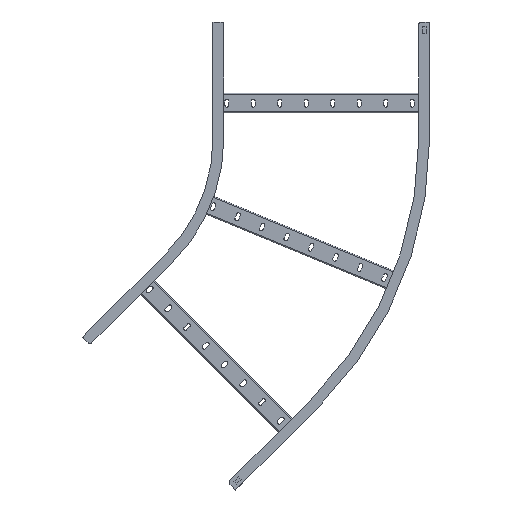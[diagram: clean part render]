
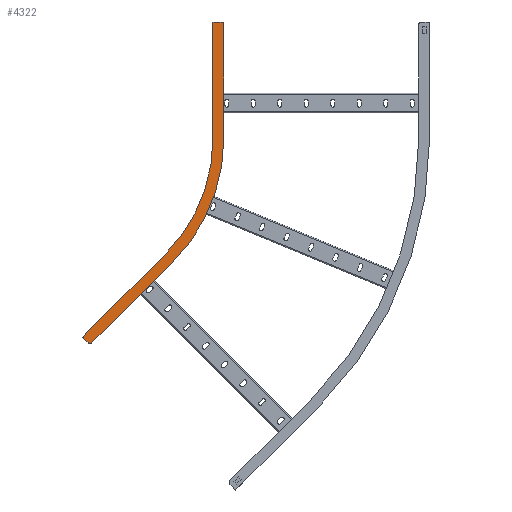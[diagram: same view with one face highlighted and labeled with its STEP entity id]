
A CAD part, front view. The second image highlights one B-rep face of the part: STEP entity #4322.
In plain terms, the highlighted planar face has unit normal (0, -1, 0).
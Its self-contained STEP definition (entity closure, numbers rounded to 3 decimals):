
#33 = VECTOR ( 'NONE', #7028, 1000. ) ;
#45 = EDGE_CURVE ( 'NONE', #5299, #1761, #7598, .T. ) ;
#72 = CARTESIAN_POINT ( 'NONE',  ( 72.832, 0., -372.645 ) ) ;
#222 = ORIENTED_EDGE ( 'NONE', *, *, #4923, .T. ) ;
#257 = EDGE_CURVE ( 'NONE', #1684, #2220, #6476, .T. ) ;
#259 = CARTESIAN_POINT ( 'NONE',  ( 69.296, 0., -376.181 ) ) ;
#273 = DIRECTION ( 'NONE',  ( 1., 0., 0. ) ) ;
#279 = DIRECTION ( 'NONE',  ( 0.707, 0., 0.707 ) ) ;
#298 = CARTESIAN_POINT ( 'NONE',  ( 315., 0., 212. ) ) ;
#328 = CARTESIAN_POINT ( 'NONE',  ( 480.632, 0., 56.368 ) ) ;
#345 = DIRECTION ( 'NONE',  ( 1., 0., 0. ) ) ;
#441 = VERTEX_POINT ( 'NONE', #4976 ) ;
#451 = ORIENTED_EDGE ( 'NONE', *, *, #1417, .T. ) ;
#548 = EDGE_CURVE ( 'NONE', #2220, #4827, #4526, .T. ) ;
#652 = LINE ( 'NONE', #5254, #33 ) ;
#721 = CARTESIAN_POINT ( 'NONE',  ( 76.368, 0., -376.181 ) ) ;
#773 = AXIS2_PLACEMENT_3D ( 'NONE', #5703, #1582, #345 ) ;
#793 = VERTEX_POINT ( 'NONE', #4483 ) ;
#962 = DIRECTION ( 'NONE',  ( 0., -1., 0. ) ) ;
#968 = EDGE_CURVE ( 'NONE', #793, #3143, #1483, .T. ) ;
#1019 = AXIS2_PLACEMENT_3D ( 'NONE', #298, #962, #273 ) ;
#1068 = DIRECTION ( 'NONE',  ( 0., -1., 0. ) ) ;
#1095 = PLANE ( 'NONE',  #1596 ) ;
#1245 = ORIENTED_EDGE ( 'NONE', *, *, #257, .F. ) ;
#1280 = DIRECTION ( 'NONE',  ( 0., -1., 0. ) ) ;
#1417 = EDGE_CURVE ( 'NONE', #6904, #793, #7131, .T. ) ;
#1483 = LINE ( 'NONE', #5823, #4994 ) ;
#1554 = DIRECTION ( 'NONE',  ( -1., 0., 0. ) ) ;
#1582 = DIRECTION ( 'NONE',  ( 0., -1., 0. ) ) ;
#1596 = AXIS2_PLACEMENT_3D ( 'NONE', #5239, #1068, #6938 ) ;
#1684 = VERTEX_POINT ( 'NONE', #3680 ) ;
#1705 = LINE ( 'NONE', #328, #2985 ) ;
#1719 = AXIS2_PLACEMENT_3D ( 'NONE', #6637, #2440, #4212 ) ;
#1761 = VERTEX_POINT ( 'NONE', #721 ) ;
#1963 = DIRECTION ( 'NONE',  ( -0.707, 0., 0.707 ) ) ;
#2220 = VERTEX_POINT ( 'NONE', #3004 ) ;
#2440 = DIRECTION ( 'NONE',  ( 0., 1., 0. ) ) ;
#2597 = CIRCLE ( 'NONE', #1019, 5. ) ;
#2842 = EDGE_LOOP ( 'NONE', ( #3974, #4418, #5307, #7208, #1245, #3464, #222, #451, #5439, #6638, #5583, #7105 ) ) ;
#2860 = VECTOR ( 'NONE', #3675, 1000. ) ;
#2901 = CARTESIAN_POINT ( 'NONE',  ( 212.132, 0., -212.132 ) ) ;
#2985 = VECTOR ( 'NONE', #279, 1000. ) ;
#3003 = EDGE_CURVE ( 'NONE', #441, #3245, #5228, .T. ) ;
#3004 = CARTESIAN_POINT ( 'NONE',  ( 320., 0., 0. ) ) ;
#3143 = VERTEX_POINT ( 'NONE', #4447 ) ;
#3245 = VERTEX_POINT ( 'NONE', #5805 ) ;
#3464 = ORIENTED_EDGE ( 'NONE', *, *, #5876, .T. ) ;
#3515 = EDGE_CURVE ( 'NONE', #4827, #1761, #6746, .T. ) ;
#3619 = VECTOR ( 'NONE', #1963, 1000. ) ;
#3647 = EDGE_CURVE ( 'NONE', #3245, #4975, #1705, .T. ) ;
#3675 = DIRECTION ( 'NONE',  ( 0., 0., -1. ) ) ;
#3680 = CARTESIAN_POINT ( 'NONE',  ( 320., 0., 212. ) ) ;
#3974 = ORIENTED_EDGE ( 'NONE', *, *, #4542, .F. ) ;
#4173 = EDGE_CURVE ( 'NONE', #4975, #3143, #5663, .T. ) ;
#4212 = DIRECTION ( 'NONE',  ( 1., 0., 0. ) ) ;
#4289 = VECTOR ( 'NONE', #4965, 1000. ) ;
#4322 = ADVANCED_FACE ( 'NONE', ( #7520 ), #1095, .T. ) ;
#4418 = ORIENTED_EDGE ( 'NONE', *, *, #45, .T. ) ;
#4434 = CARTESIAN_POINT ( 'NONE',  ( 320., 0., 217. ) ) ;
#4447 = CARTESIAN_POINT ( 'NONE',  ( 300., 0., 0. ) ) ;
#4483 = CARTESIAN_POINT ( 'NONE',  ( 300., 0., 217. ) ) ;
#4526 = CIRCLE ( 'NONE', #1719, 320. ) ;
#4542 = EDGE_CURVE ( 'NONE', #5299, #441, #5197, .T. ) ;
#4827 = VERTEX_POINT ( 'NONE', #5641 ) ;
#4923 = EDGE_CURVE ( 'NONE', #7368, #6904, #652, .T. ) ;
#4939 = CARTESIAN_POINT ( 'NONE',  ( -101.942, 0., -204.942 ) ) ;
#4965 = DIRECTION ( 'NONE',  ( -0.707, 0., 0.707 ) ) ;
#4975 = VERTEX_POINT ( 'NONE', #2901 ) ;
#4976 = CARTESIAN_POINT ( 'NONE',  ( 60.245, 0., -367.13 ) ) ;
#4994 = VECTOR ( 'NONE', #7616, 1000. ) ;
#5197 = LINE ( 'NONE', #5988, #3619 ) ;
#5228 = LINE ( 'NONE', #4939, #4289 ) ;
#5239 = CARTESIAN_POINT ( 'NONE',  ( 226.274, 0., -226.274 ) ) ;
#5254 = CARTESIAN_POINT ( 'NONE',  ( 320., 0., 217. ) ) ;
#5299 = VERTEX_POINT ( 'NONE', #259 ) ;
#5307 = ORIENTED_EDGE ( 'NONE', *, *, #3515, .F. ) ;
#5417 = DIRECTION ( 'NONE',  ( 1., 0., 0. ) ) ;
#5439 = ORIENTED_EDGE ( 'NONE', *, *, #968, .T. ) ;
#5559 = DIRECTION ( 'NONE',  ( -0.707, 0., -0.707 ) ) ;
#5583 = ORIENTED_EDGE ( 'NONE', *, *, #3647, .F. ) ;
#5617 = CARTESIAN_POINT ( 'NONE',  ( 315., 0., 217. ) ) ;
#5641 = CARTESIAN_POINT ( 'NONE',  ( 226.274, 0., -226.274 ) ) ;
#5663 = CIRCLE ( 'NONE', #773, 300. ) ;
#5682 = CARTESIAN_POINT ( 'NONE',  ( 302.2, 0., 217. ) ) ;
#5703 = CARTESIAN_POINT ( 'NONE',  ( 0., 0., 0. ) ) ;
#5714 = AXIS2_PLACEMENT_3D ( 'NONE', #72, #1280, #5417 ) ;
#5805 = CARTESIAN_POINT ( 'NONE',  ( 58.69, 0., -365.574 ) ) ;
#5823 = CARTESIAN_POINT ( 'NONE',  ( 300., 0., 217. ) ) ;
#5876 = EDGE_CURVE ( 'NONE', #1684, #7368, #2597, .T. ) ;
#5988 = CARTESIAN_POINT ( 'NONE',  ( 72.832, 0., -379.716 ) ) ;
#6162 = CARTESIAN_POINT ( 'NONE',  ( 226.274, 0., -226.274 ) ) ;
#6338 = CARTESIAN_POINT ( 'NONE',  ( 302.2, 0., 217. ) ) ;
#6476 = LINE ( 'NONE', #4434, #2860 ) ;
#6562 = VECTOR ( 'NONE', #1554, 1000. ) ;
#6637 = CARTESIAN_POINT ( 'NONE',  ( 0., 0., 0. ) ) ;
#6638 = ORIENTED_EDGE ( 'NONE', *, *, #4173, .F. ) ;
#6656 = VECTOR ( 'NONE', #5559, 1000. ) ;
#6746 = LINE ( 'NONE', #6162, #6656 ) ;
#6904 = VERTEX_POINT ( 'NONE', #5682 ) ;
#6938 = DIRECTION ( 'NONE',  ( 1., 0., 0. ) ) ;
#7028 = DIRECTION ( 'NONE',  ( -1., 0., 0. ) ) ;
#7105 = ORIENTED_EDGE ( 'NONE', *, *, #3003, .F. ) ;
#7131 = LINE ( 'NONE', #6338, #6562 ) ;
#7208 = ORIENTED_EDGE ( 'NONE', *, *, #548, .F. ) ;
#7368 = VERTEX_POINT ( 'NONE', #5617 ) ;
#7520 = FACE_OUTER_BOUND ( 'NONE', #2842, .T. ) ;
#7598 = CIRCLE ( 'NONE', #5714, 5. ) ;
#7616 = DIRECTION ( 'NONE',  ( 0., 0., -1. ) ) ;
